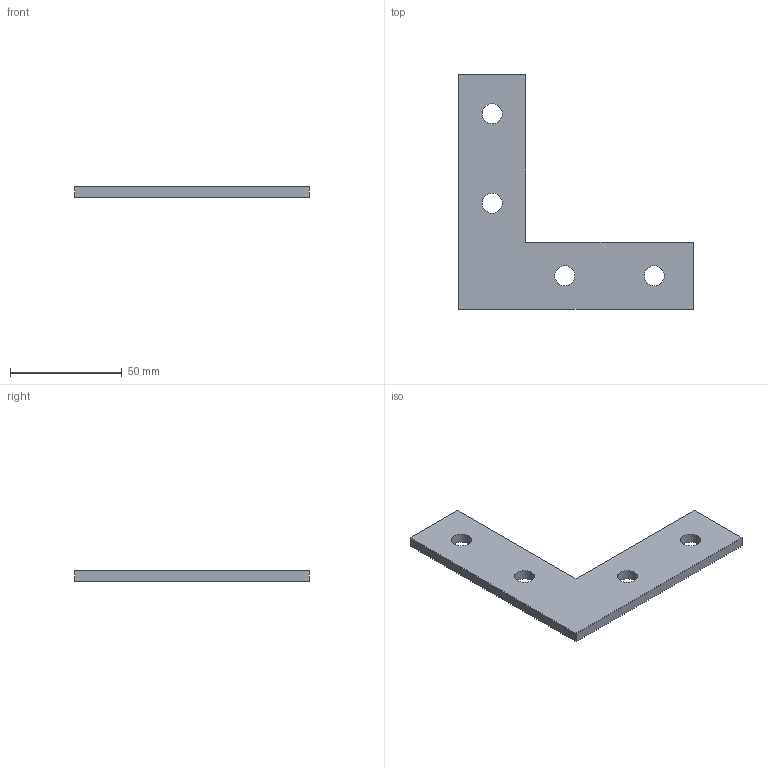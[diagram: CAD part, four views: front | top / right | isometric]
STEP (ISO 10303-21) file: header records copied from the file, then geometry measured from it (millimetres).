
FILE_DESCRIPTION(/* description */ (''),/* implementation_level */ '2;1');
FILE_NAME(/* name */ 'DSP105105-8.stp',/* time_stamp */ '2025-04-01T15:04:01+08:00',/* author */ ('1091212-1'),/* organization */ (''),/* preprocessor_version */ 'ST-DEVELOPER v15.6',/* originating_system */ 'Autodesk Inventor 2015',/* authorisation */ '');
FILE_SCHEMA (('AUTOMOTIVE_DESIGN { 1 0 10303 214 3 1 1 }'));
Length unit declared in the file: millimetre
Products named in the file (1): DSP105105-8
Bounding box: 105 x 105 x 4.5 mm (x, y, z)
Volume: 23154.9 mm3; surface area: 12690 mm2
Topology: 1 solids, 1 shells, 12 faces, 30 edges, 20 vertices
Faces by surface type: plane 8, cylinder 4
Full cylindrical faces by diameter (mm): 9 x4
Entity records: 382 total; most frequent: DIRECTION 60, CARTESIAN_POINT 59, ORIENTED_EDGE 52, EDGE_CURVE 26, EDGE_LOOP 24, AXIS2_PLACEMENT_3D 21, VERTEX_POINT 20, LINE 18
